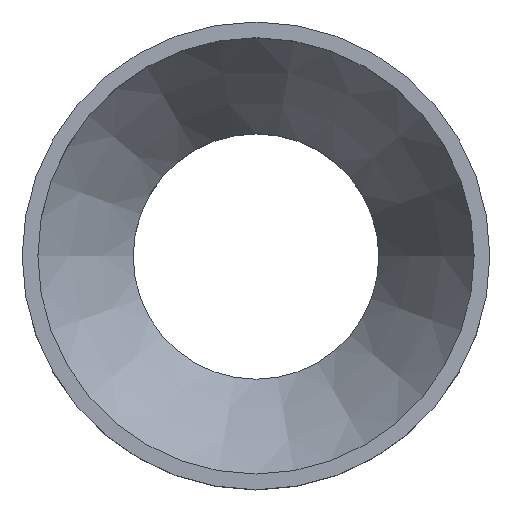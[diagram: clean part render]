
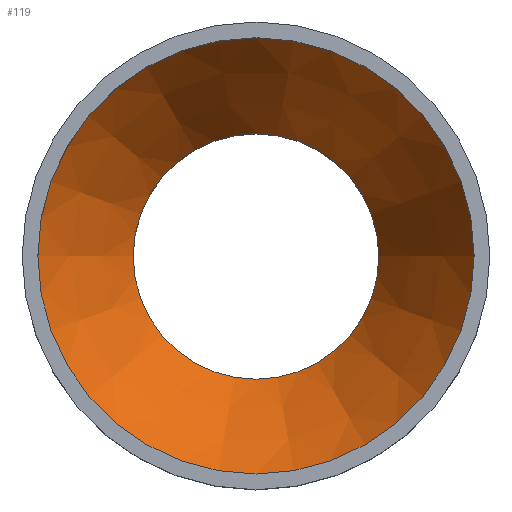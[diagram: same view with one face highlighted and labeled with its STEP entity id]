
A CAD part, top view. The second image highlights one B-rep face of the part: STEP entity #119.
In plain terms, the highlighted conical face has half-angle 31.279 degrees and reference radius 27.8 mm.
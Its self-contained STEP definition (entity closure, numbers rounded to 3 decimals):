
#19=CONICAL_SURFACE('',#143,27.8,0.546);
#22=FACE_OUTER_BOUND('',#30,.T.);
#30=EDGE_LOOP('',(#88,#89,#90,#91,#92));
#40=LINE('',#208,#46);
#46=VECTOR('',#168,27.8);
#52=CIRCLE('',#142,27.8);
#53=CIRCLE('',#144,15.65);
#54=CIRCLE('',#145,15.65);
#61=VERTEX_POINT('',#203);
#62=VERTEX_POINT('',#207);
#63=VERTEX_POINT('',#209);
#71=EDGE_CURVE('',#61,#61,#52,.T.);
#72=EDGE_CURVE('',#61,#62,#40,.T.);
#73=EDGE_CURVE('',#63,#62,#53,.T.);
#74=EDGE_CURVE('',#62,#63,#54,.T.);
#88=ORIENTED_EDGE('',*,*,#71,.F.);
#89=ORIENTED_EDGE('',*,*,#72,.T.);
#90=ORIENTED_EDGE('',*,*,#73,.F.);
#91=ORIENTED_EDGE('',*,*,#74,.F.);
#92=ORIENTED_EDGE('',*,*,#72,.F.);
#119=ADVANCED_FACE('',(#22),#19,.F.);
#142=AXIS2_PLACEMENT_3D('',#205,#164,#165);
#143=AXIS2_PLACEMENT_3D('',#206,#166,#167);
#144=AXIS2_PLACEMENT_3D('',#210,#169,#170);
#145=AXIS2_PLACEMENT_3D('',#211,#171,#172);
#164=DIRECTION('center_axis',(0.,0.,-1.));
#165=DIRECTION('ref_axis',(1.,0.,0.));
#166=DIRECTION('center_axis',(0.,0.,1.));
#167=DIRECTION('ref_axis',(1.,0.,0.));
#168=DIRECTION('',(0.519,0.,-0.855));
#169=DIRECTION('center_axis',(0.,0.,1.));
#170=DIRECTION('ref_axis',(1.,0.,0.));
#171=DIRECTION('center_axis',(0.,0.,1.));
#172=DIRECTION('ref_axis',(1.,0.,0.));
#203=CARTESIAN_POINT('',(-27.8,0.,45.));
#205=CARTESIAN_POINT('Origin',(0.,0.,45.));
#206=CARTESIAN_POINT('Origin',(0.,0.,45.));
#207=CARTESIAN_POINT('',(-15.65,0.,25.));
#208=CARTESIAN_POINT('',(-27.8,0.,45.));
#209=CARTESIAN_POINT('',(15.65,0.,25.));
#210=CARTESIAN_POINT('Origin',(0.,0.,25.));
#211=CARTESIAN_POINT('Origin',(0.,0.,25.));
